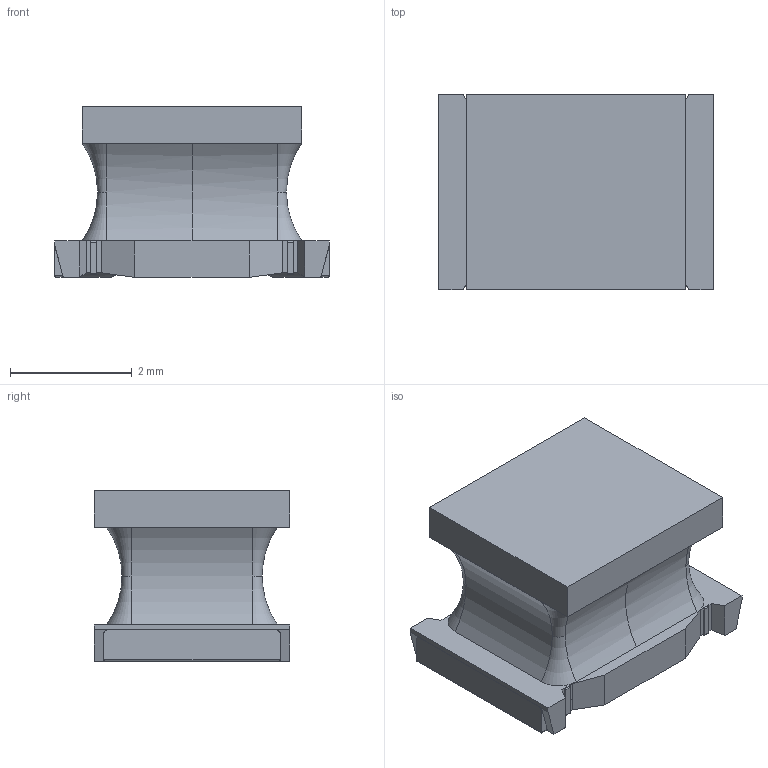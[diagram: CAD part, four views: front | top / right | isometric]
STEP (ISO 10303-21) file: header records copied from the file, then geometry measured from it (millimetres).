
FILE_DESCRIPTION(('FreeCAD Model'),'2;1');
FILE_NAME('LQH43PB220M26L--3DModel-STEP-46669.STEP','2020-08-05T13:22:17',('Author'),(''), 'Open CASCADE STEP processor 7.3','FreeCAD','Unknown');
FILE_SCHEMA(('AUTOMOTIVE_DESIGN { 1 0 10303 214 1 1 1 1 }'));
Length unit declared in the file: millimetre
Products named in the file (1): LQH43PB220M26L
Bounding box: 4.5 x 3.2 x 2.8 mm (x, y, z)
Volume: 27.9 mm3; surface area: 126.4 mm2
Topology: 7 solids, 7 shells, 142 faces, 1092 edges, 3148 vertices
Faces by surface type: plane 80, cylinder 45, torus 17
Entity records: 21863 total; most frequent: CARTESIAN_POINT 9255, DIRECTION 1987, LINE 1196, VECTOR 1196, GEOMETRIC_CURVE_SET 729, ORIENTED_EDGE 728, PCURVE 728, DEFINITIONAL_REPRESENTATION 728
